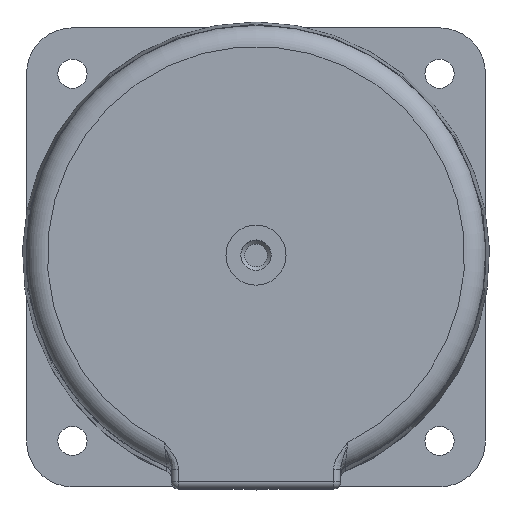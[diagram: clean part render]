
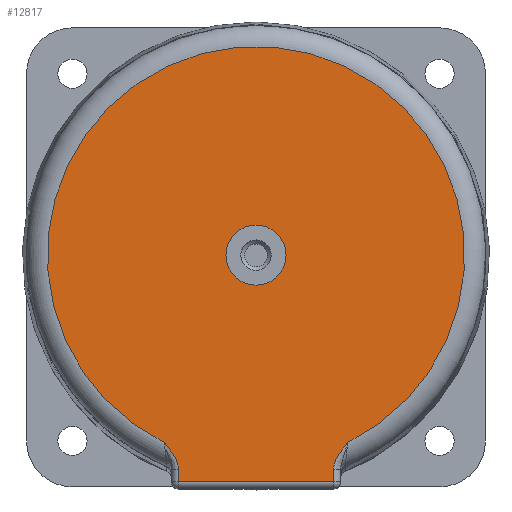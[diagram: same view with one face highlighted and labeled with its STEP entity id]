
A CAD part, top view. The second image highlights one B-rep face of the part: STEP entity #12817.
In plain terms, the highlighted face is planar.
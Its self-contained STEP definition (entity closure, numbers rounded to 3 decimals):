
#12320=CARTESIAN_POINT('',(30.349,-11.,0.));
#12321=VERTEX_POINT('',#12320);
#12329=CARTESIAN_POINT('',(32.076,-11.,0.));
#12330=VERTEX_POINT('',#12329);
#12331=CARTESIAN_POINT('',(30.349,-11.,0.));
#12332=DIRECTION('',(1.0,0.0,0.0));
#12333=VECTOR('',#12332,1.727);
#12334=LINE('',#12331,#12333);
#12335=EDGE_CURVE('',#12321,#12330,#12334,.T.);
#12397=CARTESIAN_POINT('',(26.539,-13.,0.));
#12398=VERTEX_POINT('',#12397);
#12410=CARTESIAN_POINT('',(26.539,-13.,0.));
#12411=CARTESIAN_POINT('',(26.541,-12.998,0.));
#12412=CARTESIAN_POINT('',(26.544,-12.996,0.));
#12413=CARTESIAN_POINT('',(26.996,-12.624,0.));
#12414=CARTESIAN_POINT('',(27.672,-12.061,0.));
#12415=CARTESIAN_POINT('',(28.908,-11.278,0.));
#12416=CARTESIAN_POINT('',(29.766,-11.,0.));
#12417=CARTESIAN_POINT('',(30.349,-11.,0.));
#12418=B_SPLINE_CURVE_WITH_KNOTS('',3,(#12410,#12411,#12412,#12413,#12414,#12415,#12416,#12417),.UNSPECIFIED.,.F.,.U.,(4,2,1,1,4),(-0.001,0.0,0.175,0.262,0.437),.UNSPECIFIED.);
#12419=EDGE_CURVE('',#12398,#12321,#12418,.T.);
#12436=CARTESIAN_POINT('',(32.076,11.,0.));
#12437=VERTEX_POINT('',#12436);
#12438=CARTESIAN_POINT('',(32.076,-11.,0.));
#12439=DIRECTION('',(0.0,1.0,0.0));
#12440=VECTOR('',#12439,22.0);
#12441=LINE('',#12438,#12440);
#12442=EDGE_CURVE('',#12330,#12437,#12441,.T.);
#12477=CARTESIAN_POINT('',(30.349,11.,0.));
#12478=VERTEX_POINT('',#12477);
#12503=CARTESIAN_POINT('',(32.076,11.,0.));
#12504=DIRECTION('',(-1.0,0.0,0.0));
#12505=VECTOR('',#12504,1.727);
#12506=LINE('',#12503,#12505);
#12507=EDGE_CURVE('',#12437,#12478,#12506,.T.);
#12553=CARTESIAN_POINT('',(26.539,13.,0.));
#12554=VERTEX_POINT('',#12553);
#12555=CARTESIAN_POINT('',(30.349,11.,0.));
#12556=CARTESIAN_POINT('',(29.766,11.,0.));
#12557=CARTESIAN_POINT('',(28.908,11.278,0.));
#12558=CARTESIAN_POINT('',(27.672,12.061,0.));
#12559=CARTESIAN_POINT('',(26.996,12.624,0.));
#12560=CARTESIAN_POINT('',(26.544,12.996,0.));
#12561=CARTESIAN_POINT('',(26.541,12.998,0.));
#12562=CARTESIAN_POINT('',(26.539,13.,0.));
#12563=B_SPLINE_CURVE_WITH_KNOTS('',3,(#12555,#12556,#12557,#12558,#12559,#12560,#12561,#12562),.UNSPECIFIED.,.F.,.U.,(4,1,1,2,4),(0.0,0.175,0.262,0.437,0.438),.UNSPECIFIED.);
#12564=EDGE_CURVE('',#12478,#12554,#12563,.T.);
#12787=CARTESIAN_POINT('',(0.0,16.875,0.));
#12788=DIRECTION('',(0.0,0.0,-1.0));
#12789=DIRECTION('',(-1.0,0.0,0.0));
#12790=AXIS2_PLACEMENT_3D('',#12787,#12788,#12789);
#12791=PLANE('',#12790);
#12792=ORIENTED_EDGE('',*,*,#12419,.F.);
#12793=CARTESIAN_POINT('',(0.0,0.,0.));
#12794=DIRECTION('',(0.0,0.0,-1.0));
#12795=DIRECTION('',(0.0,1.0,0.0));
#12796=AXIS2_PLACEMENT_3D('',#12793,#12794,#12795);
#12797=CIRCLE('',#12796,29.552);
#12798=EDGE_CURVE('',#12398,#12554,#12797,.T.);
#12799=ORIENTED_EDGE('',*,*,#12798,.T.);
#12800=ORIENTED_EDGE('',*,*,#12564,.F.);
#12801=ORIENTED_EDGE('',*,*,#12507,.F.);
#12802=ORIENTED_EDGE('',*,*,#12442,.F.);
#12803=ORIENTED_EDGE('',*,*,#12335,.F.);
#12804=EDGE_LOOP('',(#12792,#12799,#12800,#12801,#12802,#12803));
#12805=FACE_OUTER_BOUND('',#12804,.T.);
#12806=CARTESIAN_POINT('',(0.0,4.25,0.));
#12807=VERTEX_POINT('',#12806);
#12808=CARTESIAN_POINT('',(0.0,0.,0.));
#12809=DIRECTION('',(0.0,0.0,-1.0));
#12810=DIRECTION('',(0.0,1.0,0.0));
#12811=AXIS2_PLACEMENT_3D('',#12808,#12809,#12810);
#12812=CIRCLE('',#12811,4.25);
#12813=EDGE_CURVE('',#12807,#12807,#12812,.T.);
#12814=ORIENTED_EDGE('',*,*,#12813,.F.);
#12815=EDGE_LOOP('',(#12814));
#12816=FACE_BOUND('',#12815,.T.);
#12817=ADVANCED_FACE('',(#12805,#12816),#12791,.T.);
